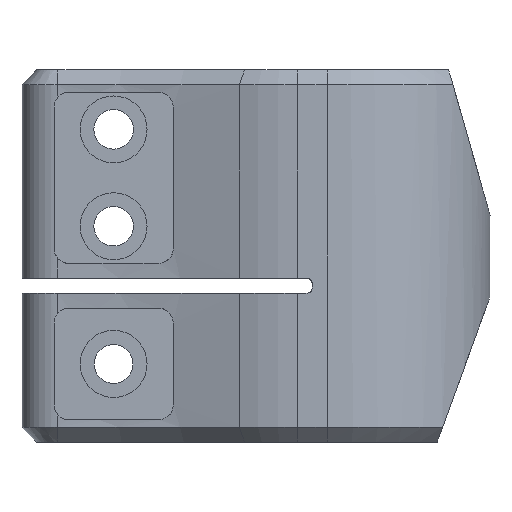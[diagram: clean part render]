
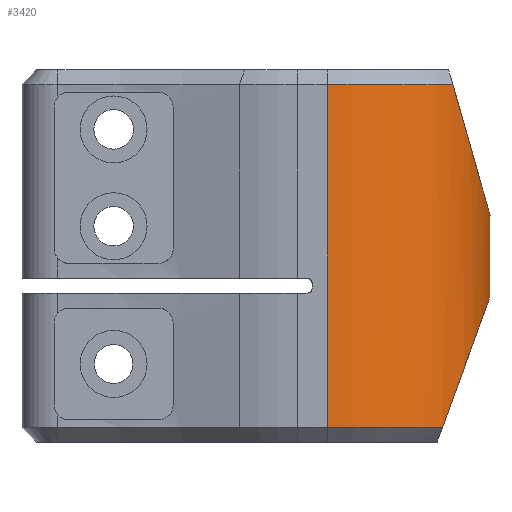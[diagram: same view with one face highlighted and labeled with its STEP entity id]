
A CAD part, front view. The second image highlights one B-rep face of the part: STEP entity #3420.
In plain terms, the highlighted cylindrical face has radius 21.85 mm (diameter 43.7 mm), a partial arc.
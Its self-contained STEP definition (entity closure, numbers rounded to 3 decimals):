
#32 = DIRECTION ( 'NONE',  ( 0., 0., -1. ) ) ;
#66 = CYLINDRICAL_SURFACE ( 'NONE', #1338, 21.85 ) ;
#155 = EDGE_CURVE ( 'NONE', #618, #3284, #1597, .T. ) ;
#163 = LINE ( 'NONE', #3031, #758 ) ;
#205 = CARTESIAN_POINT ( 'NONE',  ( 25.808, 5.459, 23.611 ) ) ;
#303 = EDGE_CURVE ( 'NONE', #1479, #764, #163, .T. ) ;
#325 = EDGE_CURVE ( 'NONE', #3284, #1532, #1056, .T. ) ;
#427 = EDGE_CURVE ( 'NONE', #764, #2664, #1671, .T. ) ;
#491 = DIRECTION ( 'NONE',  ( 0., 0., 1. ) ) ;
#541 = ORIENTED_EDGE ( 'NONE', *, *, #3265, .T. ) ;
#556 = CIRCLE ( 'NONE', #2962, 21.85 ) ;
#618 = VERTEX_POINT ( 'NONE', #2698 ) ;
#629 = DIRECTION ( 'NONE',  ( 0., 0., -1. ) ) ;
#631 = DIRECTION ( 'NONE',  ( 0., 0., -1. ) ) ;
#663 = CARTESIAN_POINT ( 'NONE',  ( 17.478, -15.423, 2. ) ) ;
#731 = ORIENTED_EDGE ( 'NONE', *, *, #427, .T. ) ;
#735 = CARTESIAN_POINT ( 'NONE',  ( 2., 0., 2. ) ) ;
#757 = CARTESIAN_POINT ( 'NONE',  ( 25.808, -5.459, 23.611 ) ) ;
#758 = VECTOR ( 'NONE', #631, 1000. ) ;
#764 = VERTEX_POINT ( 'NONE', #3046 ) ;
#792 =( BOUNDED_CURVE ( )  B_SPLINE_CURVE ( 3, ( #3456, #1046, #1887, #841 ),
 .UNSPECIFIED., .F., .T. ) 
 B_SPLINE_CURVE_WITH_KNOTS ( ( 4, 4 ),
 ( 2.358, 3.925 ),
 .UNSPECIFIED. ) 
 CURVE ( )  GEOMETRIC_REPRESENTATION_ITEM ( )  RATIONAL_B_SPLINE_CURVE ( ( 1., 0.806, 0.806, 1. ) ) 
 REPRESENTATION_ITEM ( '' )  );
#841 = CARTESIAN_POINT ( 'NONE',  ( 17.478, 15.423, 2. ) ) ;
#950 = VECTOR ( 'NONE', #3065, 1000. ) ;
#1046 = CARTESIAN_POINT ( 'NONE',  ( 26.487, -6.382, 26.751 ) ) ;
#1053 = CARTESIAN_POINT ( 'NONE',  ( 18.869, -13.887, 48. ) ) ;
#1054 = ORIENTED_EDGE ( 'NONE', *, *, #155, .T. ) ;
#1056 =( BOUNDED_CURVE ( )  B_SPLINE_CURVE ( 3, ( #3463, #205, #757, #1053 ),
 .UNSPECIFIED., .F., .F. ) 
 B_SPLINE_CURVE_WITH_KNOTS ( ( 4, 4 ),
 ( 5.594, 6.972 ),
 .UNSPECIFIED. ) 
 CURVE ( )  GEOMETRIC_REPRESENTATION_ITEM ( )  RATIONAL_B_SPLINE_CURVE ( ( 1., 0.848, 0.848, 1. ) ) 
 REPRESENTATION_ITEM ( '' )  );
#1099 = AXIS2_PLACEMENT_3D ( 'NONE', #2434, #32, #2464 ) ;
#1108 = CARTESIAN_POINT ( 'NONE',  ( 17.478, 15.423, 2. ) ) ;
#1134 = DIRECTION ( 'NONE',  ( -1., 0., 0. ) ) ;
#1338 = AXIS2_PLACEMENT_3D ( 'NONE', #3288, #2503, #1134 ) ;
#1362 = VERTEX_POINT ( 'NONE', #1478 ) ;
#1452 = DIRECTION ( 'NONE',  ( 1., 0., 0. ) ) ;
#1478 = CARTESIAN_POINT ( 'NONE',  ( 2., 21.85, 2. ) ) ;
#1479 = VERTEX_POINT ( 'NONE', #3052 ) ;
#1527 = DIRECTION ( 'NONE',  ( 0., 0., 1. ) ) ;
#1532 = VERTEX_POINT ( 'NONE', #2076 ) ;
#1597 = CIRCLE ( 'NONE', #1099, 21.85 ) ;
#1671 = CIRCLE ( 'NONE', #1788, 21.85 ) ;
#1788 = AXIS2_PLACEMENT_3D ( 'NONE', #2858, #1527, #2590 ) ;
#1792 = EDGE_CURVE ( 'NONE', #618, #1362, #2479, .T. ) ;
#1794 = EDGE_CURVE ( 'NONE', #1532, #1479, #2915, .T. ) ;
#1887 = CARTESIAN_POINT ( 'NONE',  ( 26.487, 6.382, 26.751 ) ) ;
#2036 = VERTEX_POINT ( 'NONE', #1108 ) ;
#2045 = ORIENTED_EDGE ( 'NONE', *, *, #1794, .T. ) ;
#2076 = CARTESIAN_POINT ( 'NONE',  ( 18.869, -13.887, 48. ) ) ;
#2370 = EDGE_CURVE ( 'NONE', #2664, #2036, #792, .T. ) ;
#2434 = CARTESIAN_POINT ( 'NONE',  ( 2., 0., 48. ) ) ;
#2462 = CARTESIAN_POINT ( 'NONE',  ( 2., 0., 48. ) ) ;
#2464 = DIRECTION ( 'NONE',  ( 1., 0., 0. ) ) ;
#2479 = LINE ( 'NONE', #2766, #950 ) ;
#2503 = DIRECTION ( 'NONE',  ( 0., 0., -1. ) ) ;
#2590 = DIRECTION ( 'NONE',  ( 1., 0., 0. ) ) ;
#2595 = ORIENTED_EDGE ( 'NONE', *, *, #303, .T. ) ;
#2655 = CARTESIAN_POINT ( 'NONE',  ( 18.869, 13.887, 48. ) ) ;
#2664 = VERTEX_POINT ( 'NONE', #663 ) ;
#2698 = CARTESIAN_POINT ( 'NONE',  ( 2., 21.85, 48. ) ) ;
#2766 = CARTESIAN_POINT ( 'NONE',  ( 2., 21.85, 50. ) ) ;
#2858 = CARTESIAN_POINT ( 'NONE',  ( 2., 0., 2. ) ) ;
#2915 = CIRCLE ( 'NONE', #3365, 21.85 ) ;
#2933 = EDGE_LOOP ( 'NONE', ( #731, #3173, #541, #3190, #1054, #3464, #2045, #2595 ) ) ;
#2962 = AXIS2_PLACEMENT_3D ( 'NONE', #735, #491, #3388 ) ;
#3031 = CARTESIAN_POINT ( 'NONE',  ( 2., -21.85, 50. ) ) ;
#3046 = CARTESIAN_POINT ( 'NONE',  ( 2., -21.85, 2. ) ) ;
#3052 = CARTESIAN_POINT ( 'NONE',  ( 2., -21.85, 48. ) ) ;
#3065 = DIRECTION ( 'NONE',  ( 0., 0., -1. ) ) ;
#3173 = ORIENTED_EDGE ( 'NONE', *, *, #2370, .T. ) ;
#3190 = ORIENTED_EDGE ( 'NONE', *, *, #1792, .F. ) ;
#3265 = EDGE_CURVE ( 'NONE', #2036, #1362, #556, .T. ) ;
#3284 = VERTEX_POINT ( 'NONE', #2655 ) ;
#3288 = CARTESIAN_POINT ( 'NONE',  ( 2., 0., 50. ) ) ;
#3307 = FACE_OUTER_BOUND ( 'NONE', #2933, .T. ) ;
#3365 = AXIS2_PLACEMENT_3D ( 'NONE', #2462, #629, #1452 ) ;
#3388 = DIRECTION ( 'NONE',  ( 1., 0., 0. ) ) ;
#3420 = ADVANCED_FACE ( 'NONE', ( #3307 ), #66, .T. ) ;
#3456 = CARTESIAN_POINT ( 'NONE',  ( 17.478, -15.423, 2. ) ) ;
#3463 = CARTESIAN_POINT ( 'NONE',  ( 18.869, 13.887, 48. ) ) ;
#3464 = ORIENTED_EDGE ( 'NONE', *, *, #325, .T. ) ;
